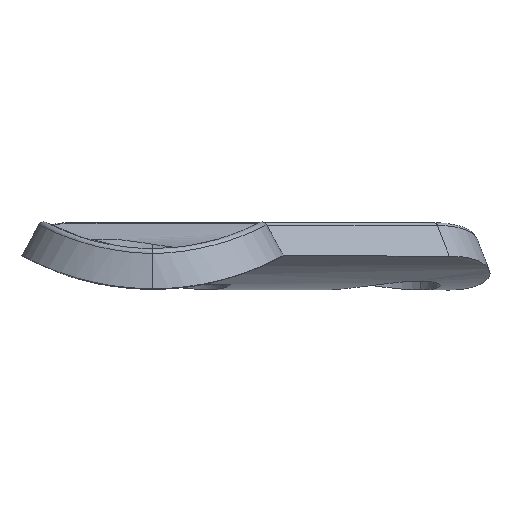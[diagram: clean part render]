
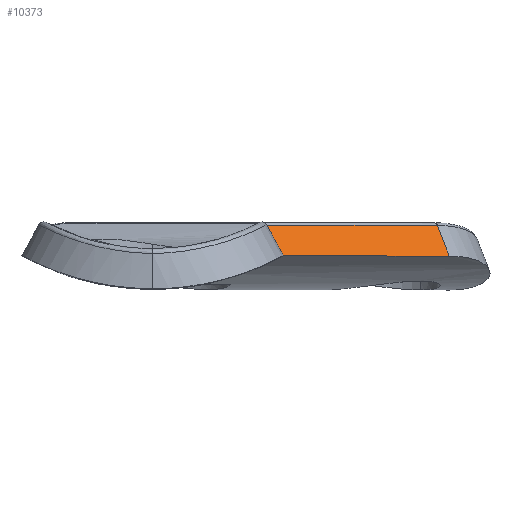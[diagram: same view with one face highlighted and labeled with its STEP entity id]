
A CAD part, top view. The second image highlights one B-rep face of the part: STEP entity #10373.
In plain terms, the highlighted planar face has unit normal (0.62, 0.482, 0.62).
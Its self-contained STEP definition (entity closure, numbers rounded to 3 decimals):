
#6 = DIRECTION ( 'NONE',  ( -0.707, 0., 0.707 ) ) ;
#121 = CARTESIAN_POINT ( 'NONE',  ( 9.598, 5.891, 5.188 ) ) ;
#126 = VECTOR ( 'NONE', #6923, 1000. ) ;
#224 = VERTEX_POINT ( 'NONE', #5977 ) ;
#717 = CARTESIAN_POINT ( 'NONE',  ( 10.455, 5.891, 4.331 ) ) ;
#1057 = CARTESIAN_POINT ( 'NONE',  ( 27.224, 3.082, -10.253 ) ) ;
#2716 = LINE ( 'NONE', #14028, #11146 ) ;
#3190 = EDGE_CURVE ( 'NONE', #224, #14149, #2716, .T. ) ;
#3204 = DIRECTION ( 'NONE',  ( 0.707, 0., -0.707 ) ) ;
#3397 = DIRECTION ( 'NONE',  ( -0.707, 0., 0.707 ) ) ;
#3454 = EDGE_CURVE ( 'NONE', #6337, #8136, #13337, .T. ) ;
#3578 = CARTESIAN_POINT ( 'NONE',  ( 25.963, 6.324, -11.514 ) ) ;
#4195 = FACE_OUTER_BOUND ( 'NONE', #7732, .T. ) ;
#5288 = CARTESIAN_POINT ( 'NONE',  ( 12., 3.082, 4.971 ) ) ;
#5458 = CARTESIAN_POINT ( 'NONE',  ( 7.529, 11.211, 3.119 ) ) ;
#5504 = PLANE ( 'NONE',  #13488 ) ;
#5977 = CARTESIAN_POINT ( 'NONE',  ( 12., 3.082, 4.971 ) ) ;
#6337 = VERTEX_POINT ( 'NONE', #1057 ) ;
#6923 = DIRECTION ( 'NONE',  ( -0.341, 0.876, -0.341 ) ) ;
#6973 = VECTOR ( 'NONE', #3204, 1000. ) ;
#7287 = ORIENTED_EDGE ( 'NONE', *, *, #12921, .T. ) ;
#7732 = EDGE_LOOP ( 'NONE', ( #10944, #7287, #12663, #11215 ) ) ;
#8136 = VERTEX_POINT ( 'NONE', #10994 ) ;
#9049 = EDGE_CURVE ( 'NONE', #224, #6337, #10737, .T. ) ;
#9474 = VECTOR ( 'NONE', #3397, 1000. ) ;
#10373 = ADVANCED_FACE ( 'NONE', ( #4195 ), #5504, .F. ) ;
#10737 = LINE ( 'NONE', #5288, #6973 ) ;
#10944 = ORIENTED_EDGE ( 'NONE', *, *, #3454, .T. ) ;
#10994 = CARTESIAN_POINT ( 'NONE',  ( 26.131, 5.891, -11.345 ) ) ;
#11146 = VECTOR ( 'NONE', #13073, 1000. ) ;
#11215 = ORIENTED_EDGE ( 'NONE', *, *, #9049, .T. ) ;
#12663 = ORIENTED_EDGE ( 'NONE', *, *, #3190, .F. ) ;
#12921 = EDGE_CURVE ( 'NONE', #8136, #14149, #13564, .T. ) ;
#13073 = DIRECTION ( 'NONE',  ( -0.473, 0.859, -0.196 ) ) ;
#13104 = DIRECTION ( 'NONE',  ( -0.62, -0.482, -0.62 ) ) ;
#13337 = LINE ( 'NONE', #3578, #126 ) ;
#13488 = AXIS2_PLACEMENT_3D ( 'NONE', #5458, #13104, #6 ) ;
#13564 = LINE ( 'NONE', #121, #9474 ) ;
#14028 = CARTESIAN_POINT ( 'NONE',  ( 7.529, 11.211, 3.119 ) ) ;
#14149 = VERTEX_POINT ( 'NONE', #717 ) ;
